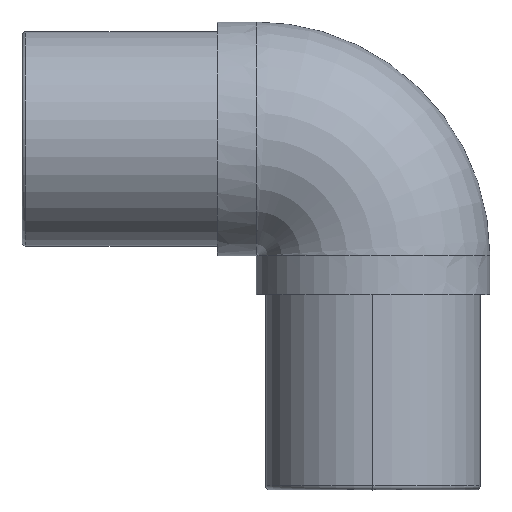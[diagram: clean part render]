
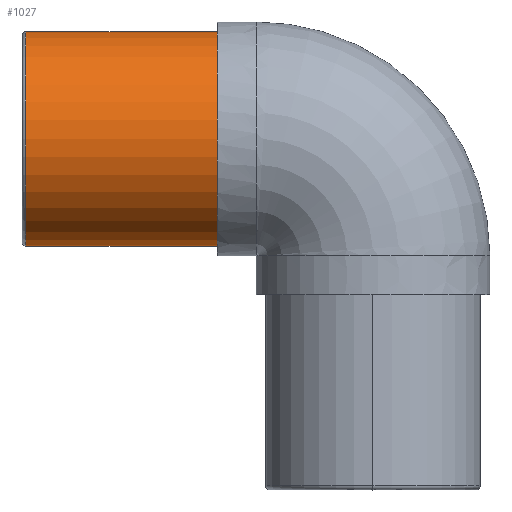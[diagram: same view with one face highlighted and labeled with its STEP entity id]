
A CAD part, top view. The second image highlights one B-rep face of the part: STEP entity #1027.
In plain terms, the highlighted cylindrical face has radius 27.5 mm (diameter 55 mm), a partial arc.
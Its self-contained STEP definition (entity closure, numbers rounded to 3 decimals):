
#162=CARTESIAN_POINT('',(-89.,0.,0.));
#163=DIRECTION('',(-1.,0.,0.));
#164=DIRECTION('',(0.,-1.,0.));
#165=AXIS2_PLACEMENT_3D('',#162,#163,#164);
#167=DIRECTION('',(1.,0.,0.));
#168=VECTOR('',#167,49.);
#169=CARTESIAN_POINT('',(-89.,27.5,0.));
#170=LINE('',#169,#168);
#176=DIRECTION('',(1.,0.,0.));
#177=VECTOR('',#176,49.);
#178=CARTESIAN_POINT('',(-89.,-27.5,0.));
#179=LINE('',#178,#177);
#180=CARTESIAN_POINT('',(-40.,0.,0.));
#181=DIRECTION('',(1.,0.,0.));
#182=DIRECTION('',(0.,1.,0.));
#183=AXIS2_PLACEMENT_3D('',#180,#181,#182);
#365=CARTESIAN_POINT('',(-40.,27.5,0.));
#366=CARTESIAN_POINT('',(-40.,-27.5,0.));
#367=VERTEX_POINT('',#365);
#368=VERTEX_POINT('',#366);
#375=CARTESIAN_POINT('',(-89.,27.5,0.));
#376=CARTESIAN_POINT('',(-89.,-27.5,0.));
#377=VERTEX_POINT('',#375);
#378=VERTEX_POINT('',#376);
#1013=CARTESIAN_POINT('',(-90.,0.,0.));
#1014=DIRECTION('',(-1.,0.,0.));
#1015=DIRECTION('',(0.,1.,0.));
#1016=AXIS2_PLACEMENT_3D('',#1013,#1014,#1015);
#1017=CYLINDRICAL_SURFACE('',#1016,27.5);
#1018=ORIENTED_EDGE('',*,*,#1007,.T.);
#1020=ORIENTED_EDGE('',*,*,#1019,.T.);
#1022=ORIENTED_EDGE('',*,*,#1021,.T.);
#1024=ORIENTED_EDGE('',*,*,#1023,.F.);
#1025=EDGE_LOOP('',(#1018,#1020,#1022,#1024));
#1026=FACE_OUTER_BOUND('',#1025,.F.);
#166=CIRCLE('',#165,27.5);
#184=CIRCLE('',#183,27.5);
#1007=EDGE_CURVE('',#378,#377,#166,.T.);
#1019=EDGE_CURVE('',#377,#367,#170,.T.);
#1021=EDGE_CURVE('',#367,#368,#184,.T.);
#1023=EDGE_CURVE('',#378,#368,#179,.T.);
#1027=ADVANCED_FACE('',(#1026),#1017,.T.);
